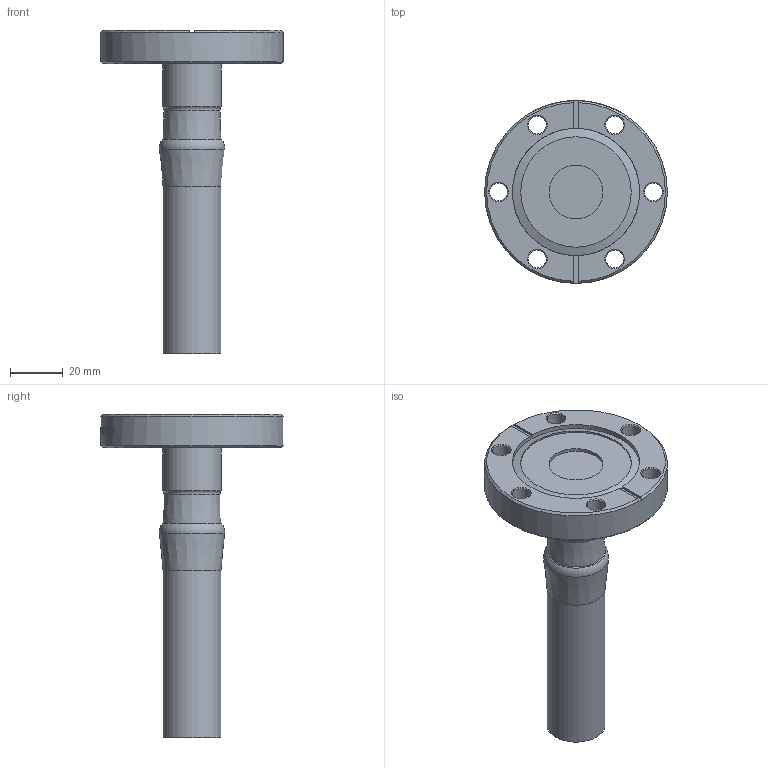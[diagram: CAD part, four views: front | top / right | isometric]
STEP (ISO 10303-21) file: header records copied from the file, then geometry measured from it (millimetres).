
FILE_DESCRIPTION(/* description */ ('Alibre Inc.'),/* implementation_level */ '2;1');
FILE_NAME(/* name */ 'export-77E22172-CD22-4D52-8D8F-FE26BADABAE3',/* time_stamp */ '2023-04-13T10:56:09-07:00',/* author */ (''),/* organization */ (''),/* preprocessor_version */ 'ST-DEVELOPER v17',/* originating_system */ 'Alibre',/* authorisation */ '');
FILE_SCHEMA (('CONFIG_CONTROL_DESIGN'));
Length unit declared in the file: inch
Bounding box: 69.34 x 69.34 x 122.58 mm (x, y, z)
Volume: 84626.5 mm3; surface area: 19543.6 mm2
Topology: 1 solids, 1 shells, 421 faces, 1145 edges, 757 vertices
Faces by surface type: bspline 232, plane 127, cylinder 41, cone 18, torus 3
Full cylindrical faces by diameter (mm): 6.731 x6, 19 x1, 20.447 x1, 22 x1, 22.225 x1, 41.91 x1, 48.311 x1, 69.342 x1
Entity records: 17038 total; most frequent: CARTESIAN_POINT 8115, ORIENTED_EDGE 2212, EDGE_CURVE 1106, DIRECTION 1027, VERTEX_POINT 750, EDGE_LOOP 496, FACE_BOUND 496, B_SPLINE_CURVE_WITH_KNOTS 478
